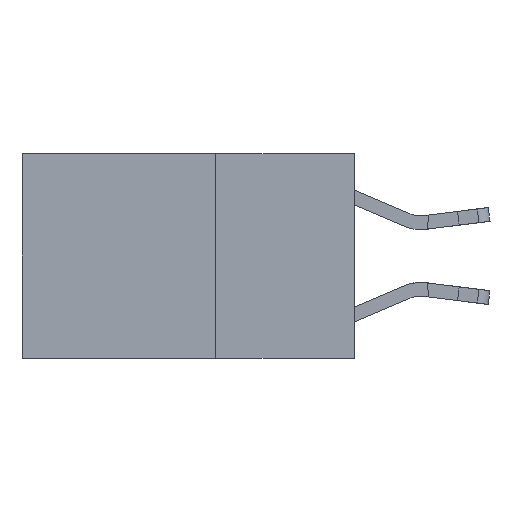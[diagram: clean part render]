
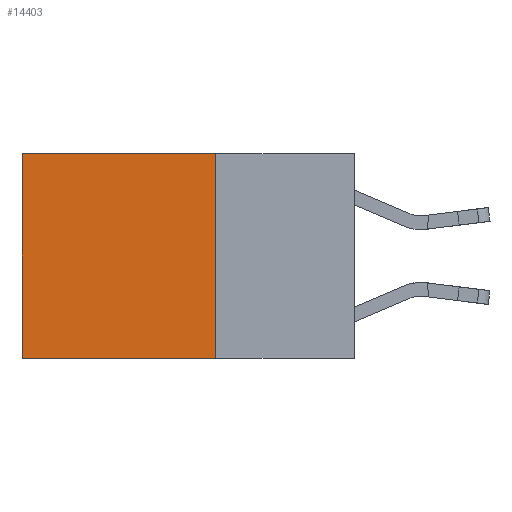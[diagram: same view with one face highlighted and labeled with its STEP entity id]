
A CAD part, left-side view. The second image highlights one B-rep face of the part: STEP entity #14403.
In plain terms, the highlighted planar face has unit normal (-1, 0, 0).
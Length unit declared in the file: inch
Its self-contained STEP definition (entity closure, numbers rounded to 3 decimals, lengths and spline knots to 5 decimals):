
#914 = FACE_OUTER_BOUND ( 'NONE', #18421, .T. ) ;
#950 = LINE ( 'NONE', #15986, #18579 ) ;
#1147 = VERTEX_POINT ( 'NONE', #19329 ) ;
#1243 = PLANE ( 'NONE',  #18866 ) ;
#1343 = CARTESIAN_POINT ( 'NONE',  ( 0.2625, 0.25, 0. ) ) ;
#1562 = EDGE_CURVE ( 'NONE', #1147, #5805, #18009, .T. ) ;
#2032 = VERTEX_POINT ( 'NONE', #17764 ) ;
#2522 = DIRECTION ( 'NONE',  ( 0., 1., 0. ) ) ;
#3587 = ORIENTED_EDGE ( 'NONE', *, *, #8544, .T. ) ;
#3698 = DIRECTION ( 'NONE',  ( 0., 1., 0. ) ) ;
#3812 = CARTESIAN_POINT ( 'NONE',  ( 0.2625, 0.25, -0.37 ) ) ;
#3997 = EDGE_CURVE ( 'NONE', #2032, #5805, #11988, .T. ) ;
#4091 = DIRECTION ( 'NONE',  ( 0., 0., -1. ) ) ;
#5805 = VERTEX_POINT ( 'NONE', #11794 ) ;
#7680 = ORIENTED_EDGE ( 'NONE', *, *, #13244, .F. ) ;
#7734 = DIRECTION ( 'NONE',  ( 1., 0., 0. ) ) ;
#8544 = EDGE_CURVE ( 'NONE', #16086, #1147, #950, .T. ) ;
#9588 = DIRECTION ( 'NONE',  ( 0., 0., -1. ) ) ;
#10944 = CARTESIAN_POINT ( 'NONE',  ( 0.2625, 0.6, 0. ) ) ;
#11054 = VECTOR ( 'NONE', #4091, 39.37008 ) ;
#11794 = CARTESIAN_POINT ( 'NONE',  ( 0.2625, 0.6, -0.37 ) ) ;
#11988 = LINE ( 'NONE', #3812, #15002 ) ;
#12858 = ORIENTED_EDGE ( 'NONE', *, *, #3997, .F. ) ;
#13244 = EDGE_CURVE ( 'NONE', #16086, #2032, #17427, .T. ) ;
#13694 = ORIENTED_EDGE ( 'NONE', *, *, #1562, .T. ) ;
#14403 = ADVANCED_FACE ( 'NONE', ( #914 ), #1243, .F. ) ;
#14523 = DIRECTION ( 'NONE',  ( 0., 0., -1. ) ) ;
#15002 = VECTOR ( 'NONE', #3698, 39.37008 ) ;
#15823 = CARTESIAN_POINT ( 'NONE',  ( 0.2625, 0.25, 0. ) ) ;
#15986 = CARTESIAN_POINT ( 'NONE',  ( 0.2625, 0.25, 0. ) ) ;
#16075 = CARTESIAN_POINT ( 'NONE',  ( 0.2625, 0.25, 0. ) ) ;
#16086 = VERTEX_POINT ( 'NONE', #15823 ) ;
#17427 = LINE ( 'NONE', #16075, #11054 ) ;
#17764 = CARTESIAN_POINT ( 'NONE',  ( 0.2625, 0.25, -0.37 ) ) ;
#18009 = LINE ( 'NONE', #10944, #18134 ) ;
#18134 = VECTOR ( 'NONE', #9588, 39.37008 ) ;
#18421 = EDGE_LOOP ( 'NONE', ( #13694, #12858, #7680, #3587 ) ) ;
#18579 = VECTOR ( 'NONE', #2522, 39.37008 ) ;
#18866 = AXIS2_PLACEMENT_3D ( 'NONE', #1343, #7734, #14523 ) ;
#19329 = CARTESIAN_POINT ( 'NONE',  ( 0.2625, 0.6, 0. ) ) ;
